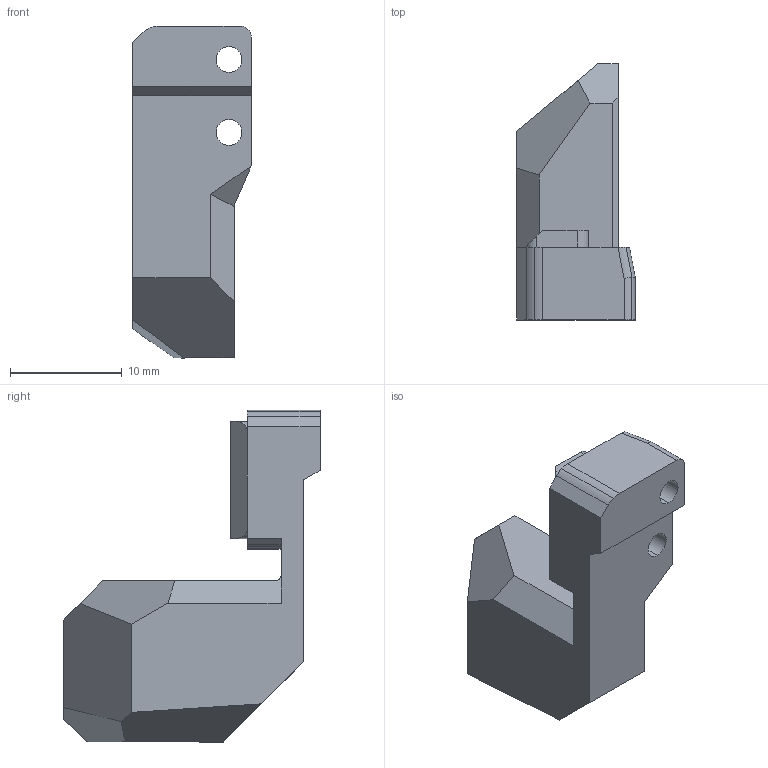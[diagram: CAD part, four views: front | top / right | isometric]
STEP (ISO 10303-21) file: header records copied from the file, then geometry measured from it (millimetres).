
FILE_DESCRIPTION (( 'STEP AP214' ), '1' );
FILE_NAME ('CNC_Voron_TAP_XY_Switch_Adapter_V2.step', '2023-03-31T10:53:00', ( 'Windows User' ), ( 'P R C' ), 'SwSTEP 2.0', 'SolidWorks 2022', '' );
FILE_SCHEMA (( 'AUTOMOTIVE_DESIGN' ));
Length unit declared in the file: millimetre
Products named in the file (1): CNC_Voron_TAP_XY_Switch_Adapter_V2
Bounding box: 10.58 x 22.9 x 29.65 mm (x, y, z)
Volume: 2780.6 mm3; surface area: 1670.3 mm2
Topology: 1 solids, 1 shells, 64 faces, 172 edges, 112 vertices
Faces by surface type: plane 45, cylinder 18, cone 1
Entity records: 2019 total; most frequent: CARTESIAN_POINT 387, ORIENTED_EDGE 344, DIRECTION 315, EDGE_CURVE 172, VECTOR 133, LINE 133, VERTEX_POINT 112, AXIS2_PLACEMENT_3D 91
